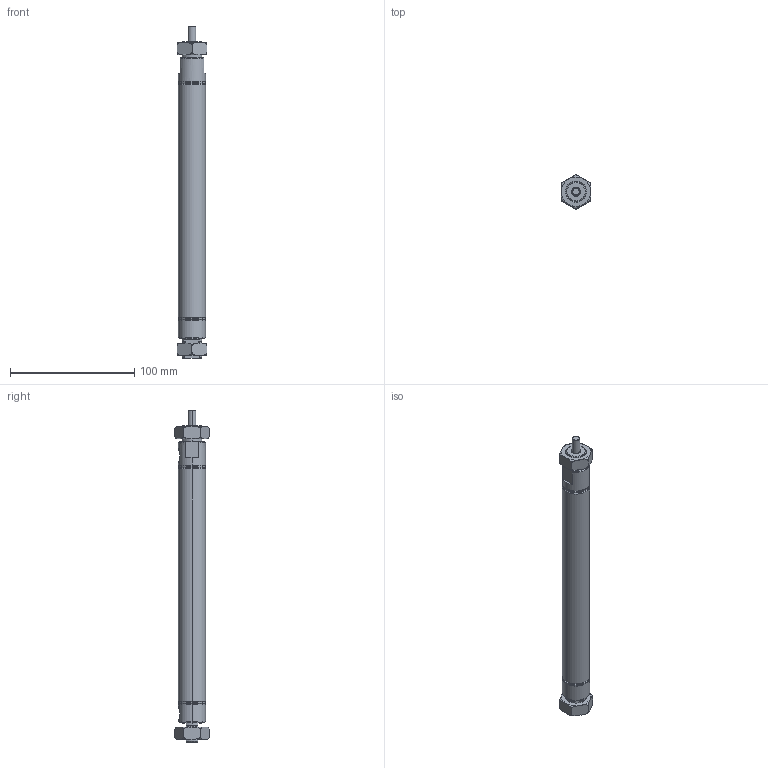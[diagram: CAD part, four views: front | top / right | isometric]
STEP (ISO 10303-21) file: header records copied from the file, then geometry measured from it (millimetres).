
FILE_DESCRIPTION (( 'STEP AP214' ), '1' );
FILE_NAME ('am-2034_6.STEP', '2022-04-02T18:11:08', ( '' ), ( '' ), 'SwSTEP 2.0', 'SolidWorks 2021', '' );
FILE_SCHEMA (( 'AUTOMOTIVE_DESIGN' ));
Length unit declared in the file: inch
Products named in the file (4): NCME075-0600.step_NCM-Nut_075.STEP; NCME075-0600.step_NCM-Body_075E.STEP; am-2034_6; NCME075-0600.step_NCM-Rod_075.STEP
Assembly tree (4 placements, depth 2):
  am-2034_6
    NCME075-0600.step_NCM-Body_075E.STEP
    NCME075-0600.step_NCM-Rod_075.STEP
    NCME075-0600.step_NCM-Nut_075.STEP  x2
Bounding box: 23.88 x 27.57 x 267.46 mm (x, y, z)
Volume: 54537.2 mm3; surface area: 38454.6 mm2
Topology: 4 solids, 4 shells, 145 faces, 334 edges, 211 vertices
Faces by surface type: cylinder 51, plane 49, cone 37, torus 8
Entity records: 5315 total; most frequent: CARTESIAN_POINT 2207, DIRECTION 661, ORIENTED_EDGE 580, EDGE_CURVE 290, AXIS2_PLACEMENT_3D 275, VERTEX_POINT 183, EDGE_LOOP 147, CIRCLE 141
